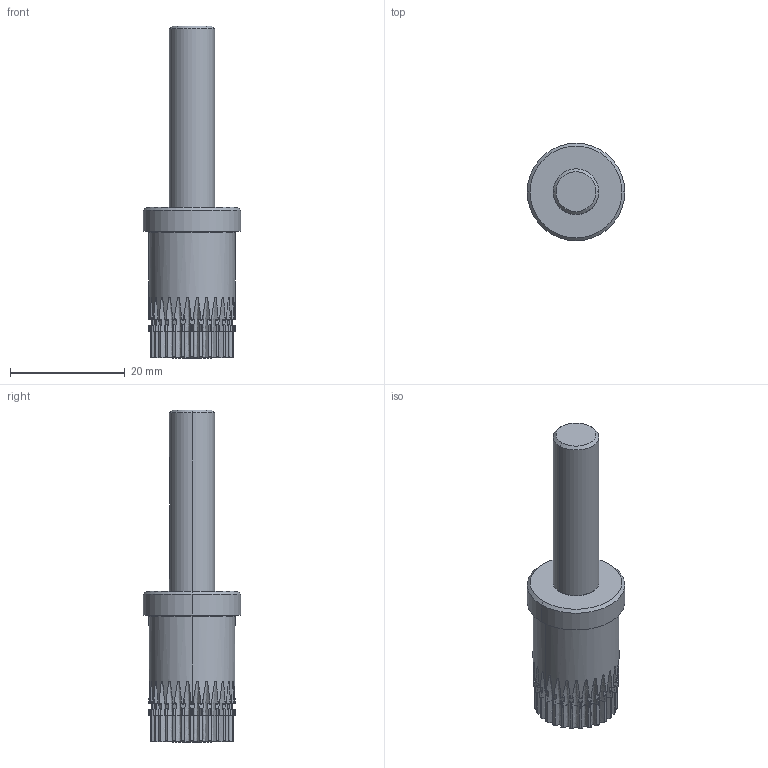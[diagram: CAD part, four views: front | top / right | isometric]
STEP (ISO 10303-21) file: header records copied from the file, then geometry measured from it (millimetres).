
FILE_DESCRIPTION (( 'STEP AP214' ), '1' );
FILE_NAME ('217-2625-022 Rev1.STEP', '2012-10-22T09:21:08', ( '' ), ( '' ), 'SwSTEP 2.0', 'SolidWorks 2011', '' );
FILE_SCHEMA (( 'AUTOMOTIVE_DESIGN' ));
Length unit declared in the file: millimetre
Products named in the file (1): 217-2625-022 Rev1
Bounding box: 17 x 17 x 57.85 mm (x, y, z)
Volume: 6151.1 mm3; surface area: 3976 mm2
Topology: 2 solids, 2 shells, 456 faces, 1226 edges, 777 vertices
Faces by surface type: cone 118, cylinder 100, plane 93, torus 89, bspline 56
Entity records: 28615 total; most frequent: CARTESIAN_POINT 18280, ORIENTED_EDGE 2452, DIRECTION 1818, EDGE_CURVE 1226, AXIS2_PLACEMENT_3D 839, VERTEX_POINT 777, B_SPLINE_CURVE_WITH_KNOTS 648, EDGE_LOOP 461
